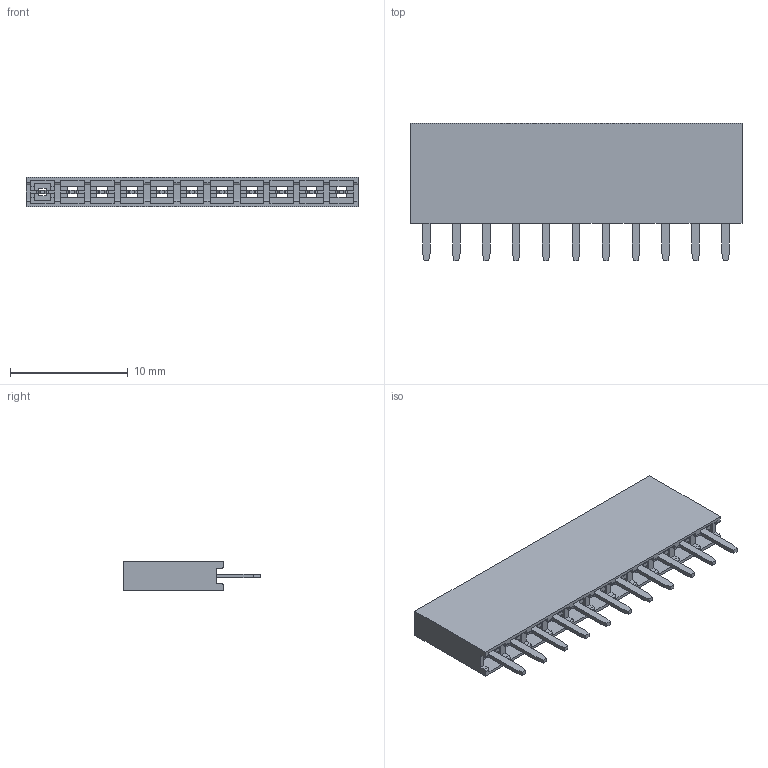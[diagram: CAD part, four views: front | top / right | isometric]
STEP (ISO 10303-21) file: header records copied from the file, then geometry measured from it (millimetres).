
FILE_DESCRIPTION(('FreeCAD Model'),'2;1');
FILE_NAME('Pin_Header_Straight_Female_1x11.step','2018-03-27T14:40:13',('kicad StepUp'),('ksu MCAD'), 'Open CASCADE STEP processor 6.8','FreeCAD','Unknown');
FILE_SCHEMA(('AUTOMOTIVE_DESIGN_CC2 { 1 2 10303 214 -1 1 5 4 }'));
Length unit declared in the file: millimetre
Products named in the file (1): Pin_Header_Straight_Female_1x11
Bounding box: 28.19 x 11.7 x 2.5 mm (x, y, z)
Volume: 261 mm3; surface area: 1473.2 mm2
Topology: 1 solids, 1 shells, 389 faces, 1188 edges, 792 vertices
Faces by surface type: plane 343, cylinder 46
Entity records: 15919 total; most frequent: ORIENTED_EDGE 2376, CARTESIAN_POINT 2370, DIRECTION 2060, EDGE_CURVE 1188, LINE 1096, VECTOR 1096, VERTEX_POINT 792, AXIS2_PLACEMENT_3D 482
